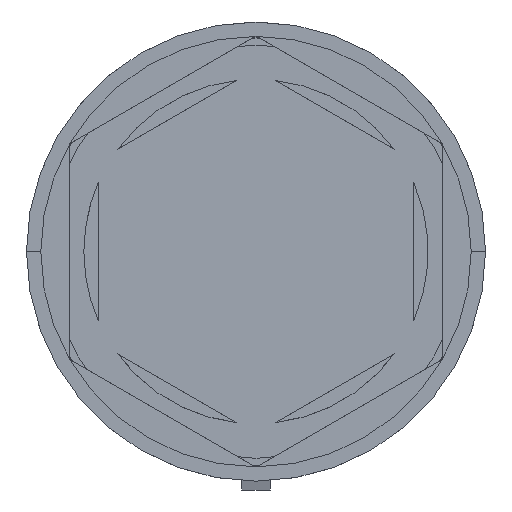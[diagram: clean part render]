
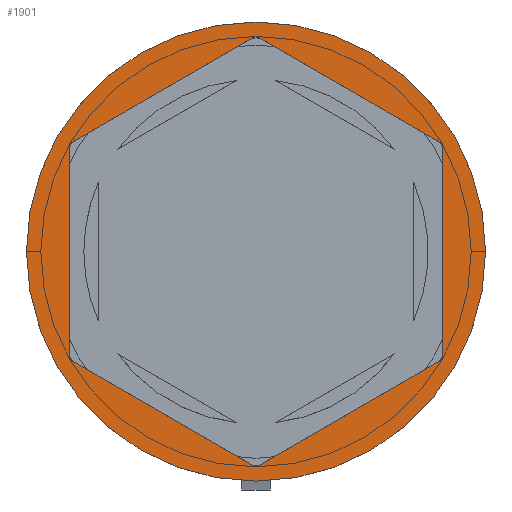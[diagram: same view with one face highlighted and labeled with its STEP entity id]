
A CAD part, top view. The second image highlights one B-rep face of the part: STEP entity #1901.
In plain terms, the highlighted planar face has unit normal (0, 0, 1).
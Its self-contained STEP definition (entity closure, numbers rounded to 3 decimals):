
#7 = DIRECTION ( 'NONE',  ( 0., 0., 1. ) ) ;
#43 = EDGE_CURVE ( 'NONE', #138, #417, #546, .T. ) ;
#49 = ORIENTED_EDGE ( 'NONE', *, *, #2067, .F. ) ;
#53 = CARTESIAN_POINT ( 'NONE',  ( 6.5, 3.753, 0. ) ) ;
#107 = FACE_OUTER_BOUND ( 'NONE', #2407, .T. ) ;
#129 = PLANE ( 'NONE',  #2315 ) ;
#138 = VERTEX_POINT ( 'NONE', #1166 ) ;
#142 = CARTESIAN_POINT ( 'NONE',  ( 0., 7.506, 0. ) ) ;
#150 = LINE ( 'NONE', #1761, #1956 ) ;
#193 = LINE ( 'NONE', #142, #1623 ) ;
#251 = ORIENTED_EDGE ( 'NONE', *, *, #2288, .T. ) ;
#284 = FACE_BOUND ( 'NONE', #492, .T. ) ;
#337 = DIRECTION ( 'NONE',  ( 1., 0., 0. ) ) ;
#417 = VERTEX_POINT ( 'NONE', #1605 ) ;
#492 = EDGE_LOOP ( 'NONE', ( #599, #1829, #558, #1314, #1870, #49 ) ) ;
#518 = CARTESIAN_POINT ( 'NONE',  ( 0., 0., 0. ) ) ;
#519 = CARTESIAN_POINT ( 'NONE',  ( -6.5, 3.753, 0. ) ) ;
#522 = VERTEX_POINT ( 'NONE', #519 ) ;
#531 = CARTESIAN_POINT ( 'NONE',  ( 0., 7.506, 0. ) ) ;
#546 = CIRCLE ( 'NONE', #700, 8. ) ;
#558 = ORIENTED_EDGE ( 'NONE', *, *, #1371, .F. ) ;
#561 = LINE ( 'NONE', #734, #2242 ) ;
#568 = CARTESIAN_POINT ( 'NONE',  ( 0., 0., 0. ) ) ;
#580 = CARTESIAN_POINT ( 'NONE',  ( 0., 0., 0. ) ) ;
#599 = ORIENTED_EDGE ( 'NONE', *, *, #2493, .F. ) ;
#670 = VECTOR ( 'NONE', #1801, 1000. ) ;
#692 = CARTESIAN_POINT ( 'NONE',  ( -6.5, -3.753, 0. ) ) ;
#700 = AXIS2_PLACEMENT_3D ( 'NONE', #580, #7, #941 ) ;
#709 = AXIS2_PLACEMENT_3D ( 'NONE', #568, #1856, #337 ) ;
#734 = CARTESIAN_POINT ( 'NONE',  ( -6.5, -3.753, 0. ) ) ;
#848 = DIRECTION ( 'NONE',  ( 0., 0., 1. ) ) ;
#941 = DIRECTION ( 'NONE',  ( 1., 0., 0. ) ) ;
#1009 = VERTEX_POINT ( 'NONE', #692 ) ;
#1108 = VECTOR ( 'NONE', #2230, 1000. ) ;
#1166 = CARTESIAN_POINT ( 'NONE',  ( -8., 0., 0. ) ) ;
#1187 = DIRECTION ( 'NONE',  ( 0., -1., 0. ) ) ;
#1194 = VERTEX_POINT ( 'NONE', #1626 ) ;
#1226 = LINE ( 'NONE', #2167, #670 ) ;
#1256 = EDGE_CURVE ( 'NONE', #1335, #1194, #2041, .T. ) ;
#1314 = ORIENTED_EDGE ( 'NONE', *, *, #2234, .F. ) ;
#1319 = DIRECTION ( 'NONE',  ( 0.866, -0.5, 0. ) ) ;
#1335 = VERTEX_POINT ( 'NONE', #2366 ) ;
#1369 = DIRECTION ( 'NONE',  ( -0.866, 0.5, 0. ) ) ;
#1371 = EDGE_CURVE ( 'NONE', #1725, #1335, #1226, .T. ) ;
#1410 = CARTESIAN_POINT ( 'NONE',  ( 0., -7.506, 0. ) ) ;
#1520 = ORIENTED_EDGE ( 'NONE', *, *, #43, .T. ) ;
#1536 = LINE ( 'NONE', #53, #2201 ) ;
#1574 = VERTEX_POINT ( 'NONE', #531 ) ;
#1582 = CIRCLE ( 'NONE', #709, 8. ) ;
#1605 = CARTESIAN_POINT ( 'NONE',  ( 8., 0., 0. ) ) ;
#1623 = VECTOR ( 'NONE', #1719, 1000. ) ;
#1626 = CARTESIAN_POINT ( 'NONE',  ( 6.5, 3.753, 0. ) ) ;
#1719 = DIRECTION ( 'NONE',  ( -0.866, -0.5, 0. ) ) ;
#1725 = VERTEX_POINT ( 'NONE', #1410 ) ;
#1761 = CARTESIAN_POINT ( 'NONE',  ( -6.5, 3.753, 0. ) ) ;
#1801 = DIRECTION ( 'NONE',  ( 0.866, 0.5, 0. ) ) ;
#1829 = ORIENTED_EDGE ( 'NONE', *, *, #1256, .F. ) ;
#1856 = DIRECTION ( 'NONE',  ( 0., 0., 1. ) ) ;
#1858 = CARTESIAN_POINT ( 'NONE',  ( 6.5, -3.753, 0. ) ) ;
#1870 = ORIENTED_EDGE ( 'NONE', *, *, #2395, .F. ) ;
#1901 = ADVANCED_FACE ( 'NONE', ( #284, #107 ), #129, .T. ) ;
#1956 = VECTOR ( 'NONE', #1187, 1000. ) ;
#2041 = LINE ( 'NONE', #1858, #1108 ) ;
#2067 = EDGE_CURVE ( 'NONE', #1574, #522, #193, .T. ) ;
#2167 = CARTESIAN_POINT ( 'NONE',  ( 0., -7.506, 0. ) ) ;
#2201 = VECTOR ( 'NONE', #1369, 1000. ) ;
#2230 = DIRECTION ( 'NONE',  ( 0., 1., 0. ) ) ;
#2234 = EDGE_CURVE ( 'NONE', #1009, #1725, #561, .T. ) ;
#2242 = VECTOR ( 'NONE', #1319, 1000. ) ;
#2288 = EDGE_CURVE ( 'NONE', #417, #138, #1582, .T. ) ;
#2315 = AXIS2_PLACEMENT_3D ( 'NONE', #518, #848, #2414 ) ;
#2366 = CARTESIAN_POINT ( 'NONE',  ( 6.5, -3.753, 0. ) ) ;
#2395 = EDGE_CURVE ( 'NONE', #522, #1009, #150, .T. ) ;
#2407 = EDGE_LOOP ( 'NONE', ( #251, #1520 ) ) ;
#2414 = DIRECTION ( 'NONE',  ( 1., 0., 0. ) ) ;
#2493 = EDGE_CURVE ( 'NONE', #1194, #1574, #1536, .T. ) ;
